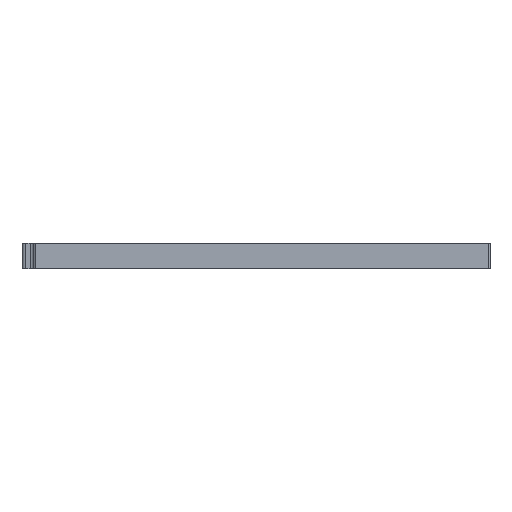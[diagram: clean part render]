
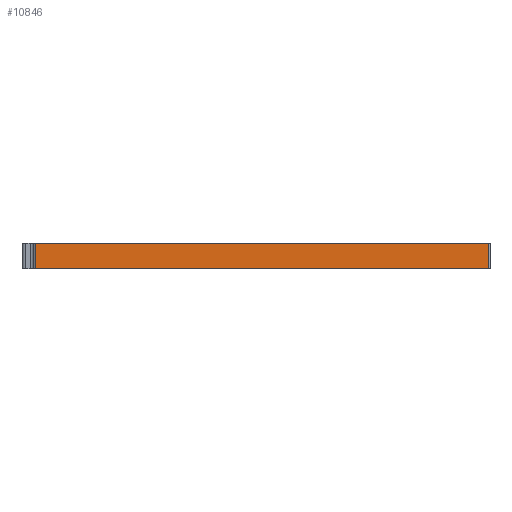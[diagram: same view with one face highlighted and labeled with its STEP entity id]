
A CAD part, top view. The second image highlights one B-rep face of the part: STEP entity #10846.
In plain terms, the highlighted planar face has unit normal (0, 0, 1).
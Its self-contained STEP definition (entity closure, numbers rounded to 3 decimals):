
#290 = CARTESIAN_POINT ( 'NONE',  ( -0.5, -5., 0. ) ) ;
#398 = PLANE ( 'NONE',  #3492 ) ;
#410 = VECTOR ( 'NONE', #9430, 1000. ) ;
#1430 = EDGE_CURVE ( 'NONE', #8452, #17646, #4754, .T. ) ;
#3076 = CARTESIAN_POINT ( 'NONE',  ( -180.713, -5., 0. ) ) ;
#3218 = ORIENTED_EDGE ( 'NONE', *, *, #14194, .T. ) ;
#3492 = AXIS2_PLACEMENT_3D ( 'NONE', #17882, #13242, #8388 ) ;
#4754 = LINE ( 'NONE', #15815, #410 ) ;
#4902 = LINE ( 'NONE', #5104, #16348 ) ;
#5104 = CARTESIAN_POINT ( 'NONE',  ( -180.713, 5., 0. ) ) ;
#5696 = ORIENTED_EDGE ( 'NONE', *, *, #1430, .F. ) ;
#6909 = EDGE_LOOP ( 'NONE', ( #5696, #18623, #10868, #3218 ) ) ;
#7832 = DIRECTION ( 'NONE',  ( 0., 1., 0. ) ) ;
#7995 = EDGE_CURVE ( 'NONE', #18108, #14921, #8787, .T. ) ;
#8388 = DIRECTION ( 'NONE',  ( -1., 0., 0. ) ) ;
#8452 = VERTEX_POINT ( 'NONE', #290 ) ;
#8787 = LINE ( 'NONE', #11552, #17630 ) ;
#9186 = CARTESIAN_POINT ( 'NONE',  ( -180.713, 5., 0. ) ) ;
#9430 = DIRECTION ( 'NONE',  ( -1., 0., 0. ) ) ;
#10336 = DIRECTION ( 'NONE',  ( 1., 0., 0. ) ) ;
#10723 = CARTESIAN_POINT ( 'NONE',  ( -0.5, 5., 0. ) ) ;
#10846 = ADVANCED_FACE ( 'NONE', ( #11574 ), #398, .F. ) ;
#10860 = CARTESIAN_POINT ( 'NONE',  ( -0.5, 5., 0. ) ) ;
#10868 = ORIENTED_EDGE ( 'NONE', *, *, #7995, .F. ) ;
#11214 = DIRECTION ( 'NONE',  ( 0., -1., 0. ) ) ;
#11552 = CARTESIAN_POINT ( 'NONE',  ( -181.213, 5., 0. ) ) ;
#11574 = FACE_OUTER_BOUND ( 'NONE', #6909, .T. ) ;
#13242 = DIRECTION ( 'NONE',  ( 0., 0., -1. ) ) ;
#14194 = EDGE_CURVE ( 'NONE', #18108, #17646, #4902, .T. ) ;
#14921 = VERTEX_POINT ( 'NONE', #10860 ) ;
#15577 = LINE ( 'NONE', #10723, #18506 ) ;
#15815 = CARTESIAN_POINT ( 'NONE',  ( -181.213, -5., 0. ) ) ;
#16348 = VECTOR ( 'NONE', #11214, 1000. ) ;
#17630 = VECTOR ( 'NONE', #10336, 1000. ) ;
#17646 = VERTEX_POINT ( 'NONE', #3076 ) ;
#17882 = CARTESIAN_POINT ( 'NONE',  ( -181.213, 5., 0. ) ) ;
#18085 = EDGE_CURVE ( 'NONE', #8452, #14921, #15577, .T. ) ;
#18108 = VERTEX_POINT ( 'NONE', #9186 ) ;
#18506 = VECTOR ( 'NONE', #7832, 1000. ) ;
#18623 = ORIENTED_EDGE ( 'NONE', *, *, #18085, .T. ) ;
